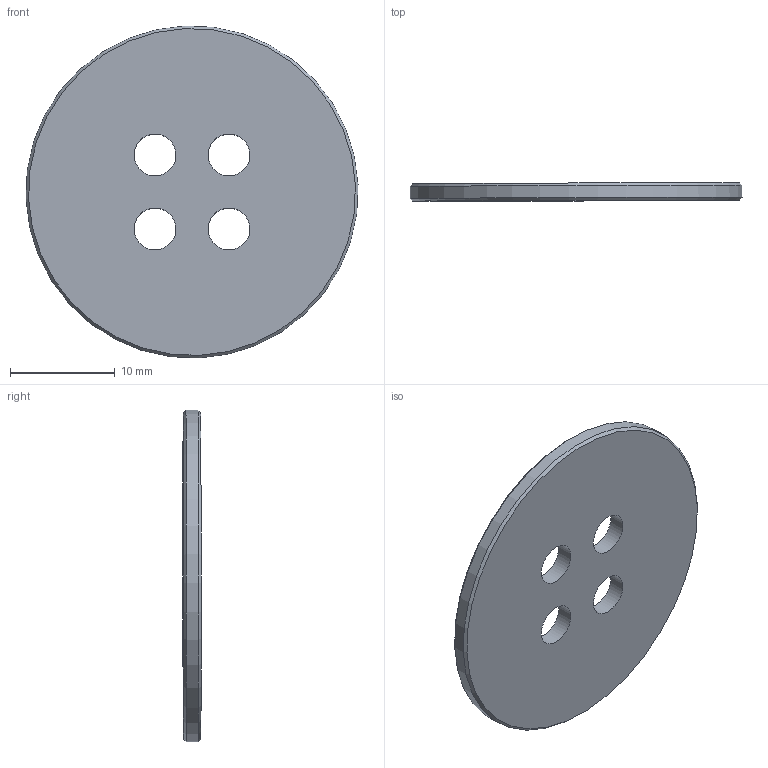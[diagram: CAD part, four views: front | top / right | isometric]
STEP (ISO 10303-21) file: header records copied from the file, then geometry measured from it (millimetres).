
FILE_DESCRIPTION(/* description */ ('','CAx-IF Rec.Pracs.---Representation and Presentation of Product Manufacturing Information (PMI)---4.0---2014-10-13'),/* implementation_level */ '2;1');
FILE_NAME(/* name */ 'pulley_spacer_guard.step',/* time_stamp */ '2025-03-10T13:45:41-04:00',/* author */ (''),/* organization */ (''),/* preprocessor_version */ 'ST-DEVELOPER v20',/* originating_system */ 'Autodesk Translation Framework v13.20.0.188',/* authorisation */ '');
FILE_SCHEMA (('AP242_MANAGED_MODEL_BASED_3D_ENGINEERING_MIM_LF { 1 0 10303 442 1 1 4 }'));
Length unit declared in the file: millimetre
Products named in the file (5): armatron_7; Wrist Joint; lower_forearm; PulleyDiff; 3563N16_XL Series Lightweight Timing Belt Pulley
Assembly tree (4 placements, depth 5):
  armatron_7
    Wrist Joint
      lower_forearm
        PulleyDiff
          3563N16_XL Series Lightweight Timing Belt Pulley
Bounding box: 31.72 x 1.75 x 31.72 mm (x, y, z)
Volume: 1218 mm3; surface area: 1701.2 mm2
Topology: 1 solids, 1 shells, 9 faces, 19 edges, 12 vertices
Faces by surface type: cylinder 5, plane 2, cone 2
Full cylindrical faces by diameter (mm): 4 x4, 31.75 x1
Entity records: 406 total; most frequent: DIRECTION 67, CARTESIAN_POINT 49, ORIENTED_EDGE 38, AXIS2_PLACEMENT_3D 30, EDGE_CURVE 19, EDGE_LOOP 17, VERTEX_POINT 12, FACE_OUTER_BOUND 9
